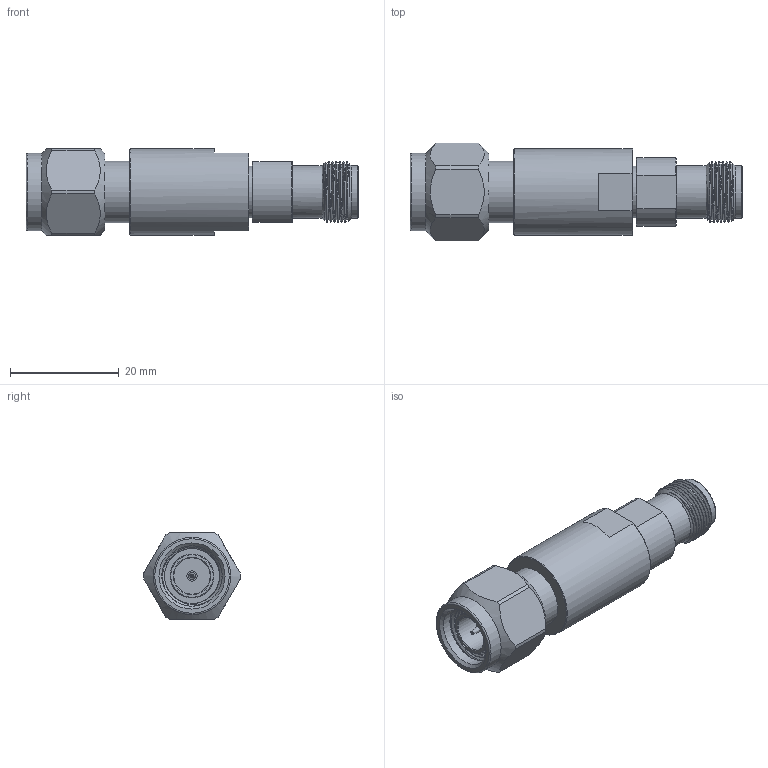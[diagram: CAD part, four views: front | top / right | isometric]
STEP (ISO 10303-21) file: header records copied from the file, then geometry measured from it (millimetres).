
FILE_DESCRIPTION (( 'STEP AP203' ), '1' );
FILE_NAME ('SM5707.step', '2019-11-05T22:27:06', ( '' ), ( '' ), 'SwSTEP 2.0', 'SolidWorks 2018', '' );
FILE_SCHEMA (( 'CONFIG_CONTROL_DESIGN' ));
Length unit declared in the file: inch
Products named in the file (1): SM5707
Bounding box: 61 x 17.93 x 15.88 mm (x, y, z)
Volume: 8497.4 mm3; surface area: 4594.9 mm2
Topology: 1 solids, 1 shells, 112 faces, 278 edges, 184 vertices
Faces by surface type: plane 42, cylinder 36, cone 26, bspline 6, torus 2
Full cylindrical faces by diameter (mm): 1.346 x1, 1.372 x1, 1.854 x1, 1.905 x1, 4.572 x1, 6.655 x1, 8.077 x1, 8.255 x1, 9.539 x2, 9.652 x2, 11.112 x6, 11.228 x1, 11.736 x1, 14.182 x1, 15.868 x1
Entity records: 5822 total; most frequent: CARTESIAN_POINT 3591, DIRECTION 424, ORIENTED_EDGE 422, EDGE_CURVE 211, AXIS2_PLACEMENT_3D 189, VERTEX_POINT 155, EDGE_LOOP 154, FACE_OUTER_BOUND 125
